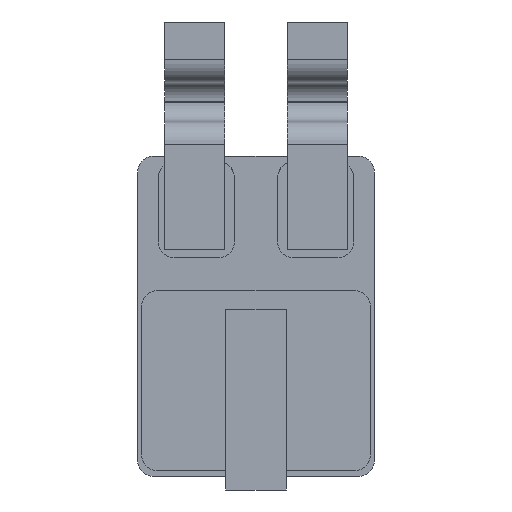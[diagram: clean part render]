
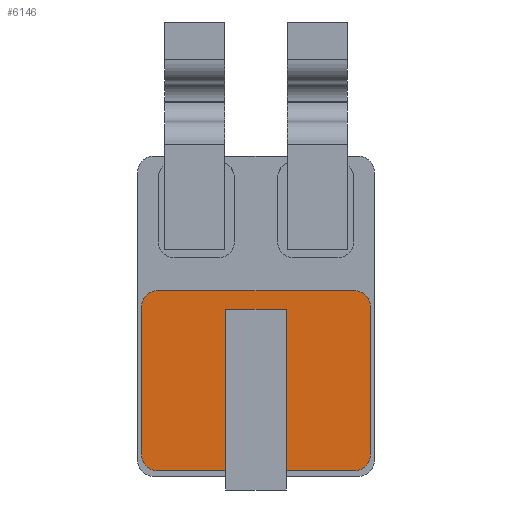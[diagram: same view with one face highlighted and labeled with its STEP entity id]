
A CAD part, front view. The second image highlights one B-rep face of the part: STEP entity #6146.
In plain terms, the highlighted planar face has unit normal (0, -1, 0).
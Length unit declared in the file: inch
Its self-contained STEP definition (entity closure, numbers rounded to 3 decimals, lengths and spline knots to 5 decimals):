
#120 = LINE ( 'NONE', #7551, #2384 ) ;
#184 = VECTOR ( 'NONE', #6122, 39.37008 ) ;
#283 = AXIS2_PLACEMENT_3D ( 'NONE', #7613, #5314, #3037 ) ;
#296 = LINE ( 'NONE', #607, #1835 ) ;
#380 = CARTESIAN_POINT ( 'NONE',  ( 0.143, -0.015, -0.173 ) ) ;
#422 = AXIS2_PLACEMENT_3D ( 'NONE', #8737, #8085, #7368 ) ;
#435 = EDGE_CURVE ( 'NONE', #924, #6397, #8057, .T. ) ;
#582 = VERTEX_POINT ( 'NONE', #2021 ) ;
#583 = CARTESIAN_POINT ( 'NONE',  ( 0.0375, -0.015, -0.193 ) ) ;
#607 = CARTESIAN_POINT ( 'NONE',  ( 0.143, -0.015, -0.173 ) ) ;
#647 = VECTOR ( 'NONE', #7698, 39.37008 ) ;
#668 = EDGE_CURVE ( 'NONE', #2558, #1085, #120, .T. ) ;
#779 = CARTESIAN_POINT ( 'NONE',  ( -0.143, -0.015, 0.012 ) ) ;
#887 = VERTEX_POINT ( 'NONE', #583 ) ;
#924 = VERTEX_POINT ( 'NONE', #2087 ) ;
#959 = ORIENTED_EDGE ( 'NONE', *, *, #668, .F. ) ;
#983 = CARTESIAN_POINT ( 'NONE',  ( -0.123, -0.015, 0.012 ) ) ;
#989 = VERTEX_POINT ( 'NONE', #2865 ) ;
#1085 = VERTEX_POINT ( 'NONE', #7599 ) ;
#1119 = EDGE_CURVE ( 'NONE', #887, #582, #4314, .T. ) ;
#1478 = CARTESIAN_POINT ( 'NONE',  ( -0.143, -0.015, -0.173 ) ) ;
#1835 = VECTOR ( 'NONE', #6536, 39.37008 ) ;
#1975 = VERTEX_POINT ( 'NONE', #8955 ) ;
#2003 = EDGE_CURVE ( 'NONE', #6397, #6043, #9588, .T. ) ;
#2021 = CARTESIAN_POINT ( 'NONE',  ( 0.0375, -0.015, 0.009 ) ) ;
#2087 = CARTESIAN_POINT ( 'NONE',  ( -0.123, -0.015, 0.032 ) ) ;
#2227 = ORIENTED_EDGE ( 'NONE', *, *, #5394, .T. ) ;
#2343 = VERTEX_POINT ( 'NONE', #7982 ) ;
#2346 = CARTESIAN_POINT ( 'NONE',  ( -0.123, -0.015, -0.173 ) ) ;
#2384 = VECTOR ( 'NONE', #8906, 39.37008 ) ;
#2391 = CARTESIAN_POINT ( 'NONE',  ( 0.123, -0.015, 0.032 ) ) ;
#2444 = VECTOR ( 'NONE', #6715, 39.37008 ) ;
#2458 = FACE_OUTER_BOUND ( 'NONE', #8439, .T. ) ;
#2533 = VERTEX_POINT ( 'NONE', #8301 ) ;
#2558 = VERTEX_POINT ( 'NONE', #3019 ) ;
#2633 = CARTESIAN_POINT ( 'NONE',  ( 0.123, -0.015, -0.193 ) ) ;
#2644 = ORIENTED_EDGE ( 'NONE', *, *, #2003, .T. ) ;
#2865 = CARTESIAN_POINT ( 'NONE',  ( 0.123, -0.015, -0.193 ) ) ;
#2895 = AXIS2_PLACEMENT_3D ( 'NONE', #983, #3204, #8477 ) ;
#3019 = CARTESIAN_POINT ( 'NONE',  ( -0.0375, -0.015, 0.009 ) ) ;
#3037 = DIRECTION ( 'NONE',  ( 1., 0., 0. ) ) ;
#3086 = VERTEX_POINT ( 'NONE', #380 ) ;
#3204 = DIRECTION ( 'NONE',  ( 0., -1., 0. ) ) ;
#3387 = DIRECTION ( 'NONE',  ( 1., 0., 0. ) ) ;
#3703 = CARTESIAN_POINT ( 'NONE',  ( 0.0375, -0.015, 0.009 ) ) ;
#3880 = DIRECTION ( 'NONE',  ( -1., 0., 0. ) ) ;
#3950 = EDGE_CURVE ( 'NONE', #6043, #1975, #4062, .T. ) ;
#4062 = CIRCLE ( 'NONE', #7375, 0.02 ) ;
#4314 = LINE ( 'NONE', #6107, #647 ) ;
#5111 = LINE ( 'NONE', #2633, #6542 ) ;
#5314 = DIRECTION ( 'NONE',  ( 0., 1., 0. ) ) ;
#5394 = EDGE_CURVE ( 'NONE', #1975, #1085, #5111, .T. ) ;
#5482 = CARTESIAN_POINT ( 'NONE',  ( -0.143, -0.015, -0.173 ) ) ;
#5663 = ORIENTED_EDGE ( 'NONE', *, *, #1119, .F. ) ;
#5684 = ORIENTED_EDGE ( 'NONE', *, *, #6755, .T. ) ;
#5864 = ORIENTED_EDGE ( 'NONE', *, *, #6388, .T. ) ;
#6043 = VERTEX_POINT ( 'NONE', #5482 ) ;
#6053 = DIRECTION ( 'NONE',  ( 0., -1., 0. ) ) ;
#6084 = PLANE ( 'NONE',  #283 ) ;
#6085 = CARTESIAN_POINT ( 'NONE',  ( 0.123, -0.015, -0.193 ) ) ;
#6107 = CARTESIAN_POINT ( 'NONE',  ( 0.0375, -0.015, 0.009 ) ) ;
#6122 = DIRECTION ( 'NONE',  ( 1., 0., 0. ) ) ;
#6146 = ADVANCED_FACE ( 'NONE', ( #2458 ), #6084, .F. ) ;
#6179 = DIRECTION ( 'NONE',  ( 0., 0., 1. ) ) ;
#6185 = ORIENTED_EDGE ( 'NONE', *, *, #8649, .T. ) ;
#6354 = LINE ( 'NONE', #3703, #2444 ) ;
#6388 = EDGE_CURVE ( 'NONE', #2533, #2343, #7408, .T. ) ;
#6397 = VERTEX_POINT ( 'NONE', #779 ) ;
#6475 = LINE ( 'NONE', #2391, #6836 ) ;
#6536 = DIRECTION ( 'NONE',  ( 0., 0., 1. ) ) ;
#6542 = VECTOR ( 'NONE', #3387, 39.37008 ) ;
#6715 = DIRECTION ( 'NONE',  ( -1., 0., 0. ) ) ;
#6716 = DIRECTION ( 'NONE',  ( 0., 0., -1. ) ) ;
#6755 = EDGE_CURVE ( 'NONE', #3086, #2533, #296, .T. ) ;
#6828 = ORIENTED_EDGE ( 'NONE', *, *, #7139, .F. ) ;
#6836 = VECTOR ( 'NONE', #3880, 39.37008 ) ;
#6843 = DIRECTION ( 'NONE',  ( 0., -1., 0. ) ) ;
#7139 = EDGE_CURVE ( 'NONE', #582, #2558, #6354, .T. ) ;
#7184 = ORIENTED_EDGE ( 'NONE', *, *, #3950, .T. ) ;
#7343 = ORIENTED_EDGE ( 'NONE', *, *, #7910, .T. ) ;
#7368 = DIRECTION ( 'NONE',  ( 0., 0., 1. ) ) ;
#7375 = AXIS2_PLACEMENT_3D ( 'NONE', #2346, #6053, #9788 ) ;
#7408 = CIRCLE ( 'NONE', #8940, 0.02 ) ;
#7514 = ORIENTED_EDGE ( 'NONE', *, *, #435, .T. ) ;
#7551 = CARTESIAN_POINT ( 'NONE',  ( -0.0375, -0.015, 0.009 ) ) ;
#7599 = CARTESIAN_POINT ( 'NONE',  ( -0.0375, -0.015, -0.193 ) ) ;
#7613 = CARTESIAN_POINT ( 'NONE',  ( -0.123, -0.015, -0.173 ) ) ;
#7698 = DIRECTION ( 'NONE',  ( 0., 0., 1. ) ) ;
#7761 = CIRCLE ( 'NONE', #422, 0.02 ) ;
#7910 = EDGE_CURVE ( 'NONE', #989, #3086, #7761, .T. ) ;
#7982 = CARTESIAN_POINT ( 'NONE',  ( 0.123, -0.015, 0.032 ) ) ;
#8057 = CIRCLE ( 'NONE', #2895, 0.02 ) ;
#8075 = VECTOR ( 'NONE', #6716, 39.37008 ) ;
#8085 = DIRECTION ( 'NONE',  ( 0., -1., 0. ) ) ;
#8213 = LINE ( 'NONE', #6085, #184 ) ;
#8301 = CARTESIAN_POINT ( 'NONE',  ( 0.143, -0.015, 0.012 ) ) ;
#8439 = EDGE_LOOP ( 'NONE', ( #5663, #9770, #7343, #5684, #5864, #6185, #7514, #2644, #7184, #2227, #959, #6828 ) ) ;
#8477 = DIRECTION ( 'NONE',  ( 0., 0., 1. ) ) ;
#8649 = EDGE_CURVE ( 'NONE', #2343, #924, #6475, .T. ) ;
#8737 = CARTESIAN_POINT ( 'NONE',  ( 0.123, -0.015, -0.173 ) ) ;
#8906 = DIRECTION ( 'NONE',  ( 0., 0., -1. ) ) ;
#8927 = EDGE_CURVE ( 'NONE', #887, #989, #8213, .T. ) ;
#8940 = AXIS2_PLACEMENT_3D ( 'NONE', #9047, #6843, #6179 ) ;
#8955 = CARTESIAN_POINT ( 'NONE',  ( -0.123, -0.015, -0.193 ) ) ;
#9047 = CARTESIAN_POINT ( 'NONE',  ( 0.123, -0.015, 0.012 ) ) ;
#9588 = LINE ( 'NONE', #1478, #8075 ) ;
#9770 = ORIENTED_EDGE ( 'NONE', *, *, #8927, .T. ) ;
#9788 = DIRECTION ( 'NONE',  ( 0., 0., 1. ) ) ;
